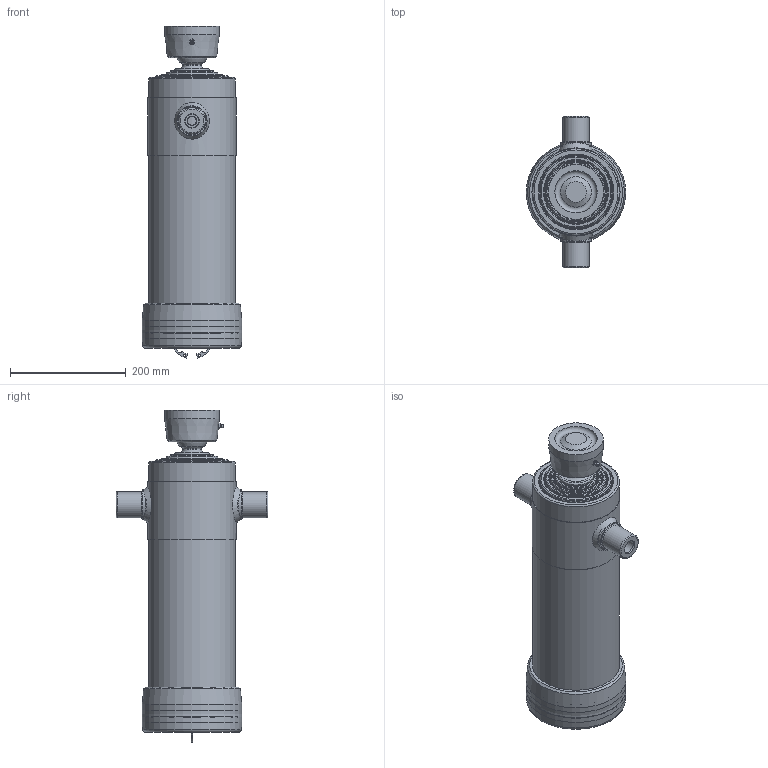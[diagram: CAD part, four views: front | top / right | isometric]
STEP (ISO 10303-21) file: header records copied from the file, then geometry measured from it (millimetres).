
FILE_DESCRIPTION( ( 'Unknown' ), '1' );
FILE_NAME( '3054S.stp', 'Unknown', ( 'Unknown' ), ( 'Unknown' ), 'PSStep 14.0', 'Unknown', ' ' );
FILE_SCHEMA( ( 'AUTOMOTIVE_DESIGN { 1 0 10303 214 1 1 1 1 }' ) );
Length unit declared in the file: millimetre
Products named in the file (18): 4029; Assem1; 548; Saldatura d'angolo 1-oa0; Saldatura d'angolo 2-oa1; 3077; 3078; 4029-oa2; 2247; 2388; 2248; 3085; 4028; 4204; 4176; 4175; 4174
Bounding box: 172 x 262.4 x 573.89 mm (x, y, z)
Volume: 17575663.6 mm3; surface area: 4060173.2 mm2
Topology: 39 solids, 39 shells, 767 faces, 1593 edges, 1000 vertices
Faces by surface type: plane 228, cylinder 222, torus 168, cone 108, bspline 21, sphere 20
Full cylindrical faces by diameter (mm): 3.2 x6, 5 x4, 6.647 x3, 8 x3, 15 x3, 16.376 x3, 23 x3, 31 x2, 45 x6, 52 x9, 60 x2, 61 x6, 64 x2, 65.8 x2, 66 x4, 67.2 x2, 69 x2, 75 x5, 75.2 x6, 76 x6, 78 x3, 79 x2, 80.8 x2, 81 x4, 82.2 x2, 84 x2, 90 x2, 91 x6, 94 x2, 95 x3
Entity records: 12205 total; most frequent: CARTESIAN_POINT 3694, DIRECTION 1337, ORIENTED_EDGE 840, AXIS2_PLACEMENT_3D 630, EDGE_LOOP 585, FACE_OUTER_BOUND 468, EDGE_CURVE 420, VERTEX_POINT 369
